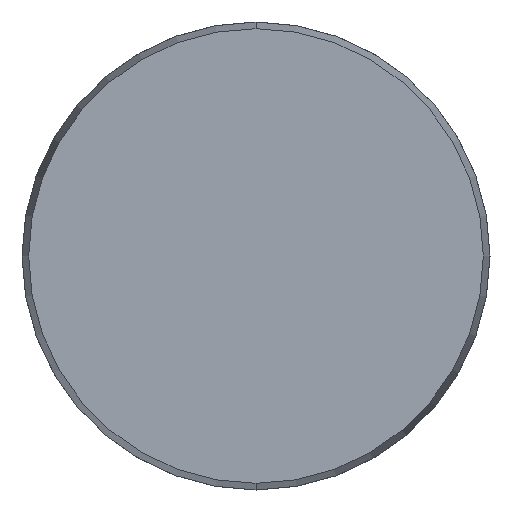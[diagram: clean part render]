
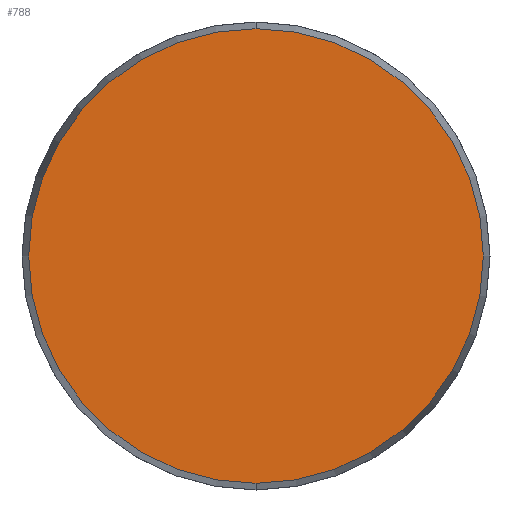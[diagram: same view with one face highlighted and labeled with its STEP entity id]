
A CAD part, front view. The second image highlights one B-rep face of the part: STEP entity #788.
In plain terms, the highlighted planar face has unit normal (0, -1, 0).
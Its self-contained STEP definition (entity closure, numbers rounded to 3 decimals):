
#25 = ORIENTED_EDGE ( 'NONE', *, *, #205, .T. ) ;
#65 = DIRECTION ( 'NONE',  ( 0., 0., 1. ) ) ;
#85 = CARTESIAN_POINT ( 'NONE',  ( 0., 0., 0. ) ) ;
#122 = VERTEX_POINT ( 'NONE', #926 ) ;
#174 = FACE_OUTER_BOUND ( 'NONE', #768, .T. ) ;
#183 = CIRCLE ( 'NONE', #1008, 29.143 ) ;
#205 = EDGE_CURVE ( 'NONE', #122, #730, #879, .T. ) ;
#324 = CARTESIAN_POINT ( 'NONE',  ( 0., 0., 0. ) ) ;
#363 = DIRECTION ( 'NONE',  ( 0., -1., 0. ) ) ;
#390 = DIRECTION ( 'NONE',  ( 0., 0., -1. ) ) ;
#539 = CARTESIAN_POINT ( 'NONE',  ( 0., 0., -29.143 ) ) ;
#643 = DIRECTION ( 'NONE',  ( 0., 0., -1. ) ) ;
#695 = DIRECTION ( 'NONE',  ( 0., -1., 0. ) ) ;
#721 = AXIS2_PLACEMENT_3D ( 'NONE', #984, #1161, #65 ) ;
#730 = VERTEX_POINT ( 'NONE', #539 ) ;
#768 = EDGE_LOOP ( 'NONE', ( #25, #852 ) ) ;
#772 = EDGE_CURVE ( 'NONE', #730, #122, #183, .T. ) ;
#788 = ADVANCED_FACE ( 'NONE', ( #174 ), #805, .F. ) ;
#805 = PLANE ( 'NONE',  #721 ) ;
#852 = ORIENTED_EDGE ( 'NONE', *, *, #772, .T. ) ;
#879 = CIRCLE ( 'NONE', #943, 29.143 ) ;
#926 = CARTESIAN_POINT ( 'NONE',  ( 0., 0., 29.143 ) ) ;
#943 = AXIS2_PLACEMENT_3D ( 'NONE', #324, #695, #390 ) ;
#984 = CARTESIAN_POINT ( 'NONE',  ( -29.143, 0., 0. ) ) ;
#1008 = AXIS2_PLACEMENT_3D ( 'NONE', #85, #363, #643 ) ;
#1161 = DIRECTION ( 'NONE',  ( 0., 1., 0. ) ) ;
